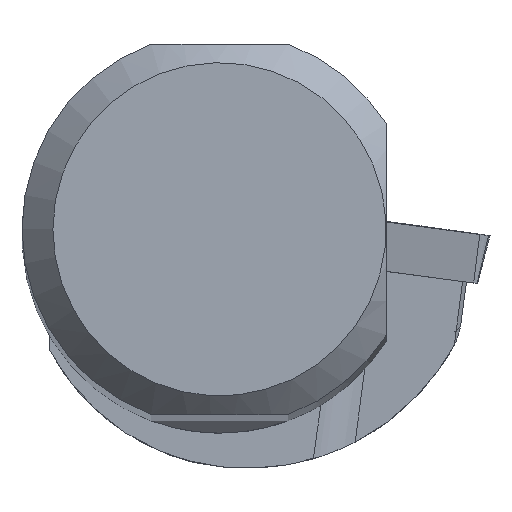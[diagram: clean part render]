
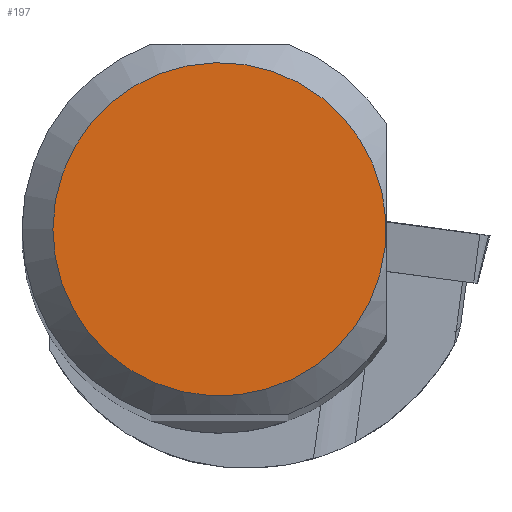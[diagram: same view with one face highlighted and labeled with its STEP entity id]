
A CAD part, top view. The second image highlights one B-rep face of the part: STEP entity #197.
In plain terms, the highlighted planar face has unit normal (0, 0, 1).
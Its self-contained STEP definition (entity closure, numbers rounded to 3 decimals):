
#153=FACE_OUTER_BOUND('',#396,.T.);
#197=ADVANCED_FACE('CU_SU_BP3',(#153),#231,.T.);
#231=PLANE('',#1042);
#396=EDGE_LOOP('',(#567));
#567=ORIENTED_EDGE('',*,*,#833,.F.);
#730=VERTEX_POINT('',#1777);
#833=EDGE_CURVE('',#730,#730,#882,.T.);
#882=CIRCLE('',#1041,13.489);
#1041=AXIS2_PLACEMENT_3D('',#1776,#1261,#1262);
#1042=AXIS2_PLACEMENT_3D('',#1778,#1263,#1264);
#1261=DIRECTION('',(0.,0.,-1.));
#1262=DIRECTION('',(-1.,0.,0.));
#1263=DIRECTION('',(0.,0.,1.));
#1264=DIRECTION('',(-1.,0.,0.));
#1776=CARTESIAN_POINT('',(0.,0.,0.));
#1777=CARTESIAN_POINT('',(-13.489,0.,0.));
#1778=CARTESIAN_POINT('',(0.,0.,
0.));
